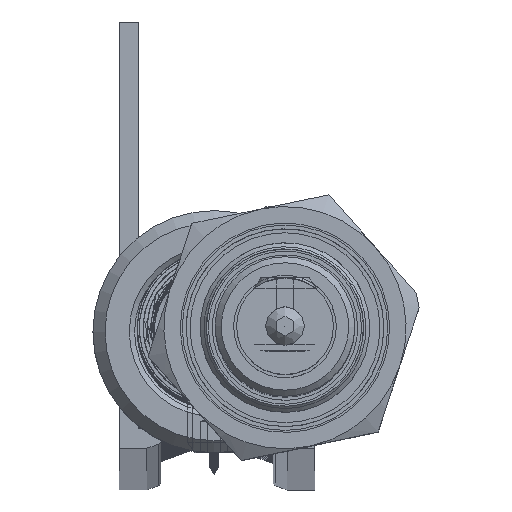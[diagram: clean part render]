
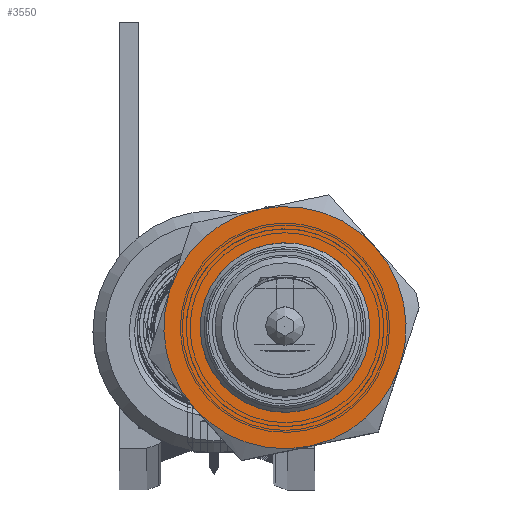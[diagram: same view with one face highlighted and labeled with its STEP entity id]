
A CAD part, top view. The second image highlights one B-rep face of the part: STEP entity #3550.
In plain terms, the highlighted face is planar.
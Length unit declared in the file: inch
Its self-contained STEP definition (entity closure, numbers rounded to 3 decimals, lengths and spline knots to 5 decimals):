
#928=PLANE('',#3996);
#1062=FACE_BOUND('',#1538,.T.);
#1232=FACE_OUTER_BOUND('',#1537,.T.);
#1537=EDGE_LOOP('',(#3010,#3011,#3012,#3013,#3014,#3015));
#1538=EDGE_LOOP('',(#3016));
#1753=CIRCLE('',#3975,0.3125);
#1754=CIRCLE('',#3977,0.3125);
#1755=CIRCLE('',#3979,0.3125);
#1756=CIRCLE('',#3981,0.3125);
#1757=CIRCLE('',#3983,0.3125);
#1759=CIRCLE('',#3986,0.3125);
#1760=CIRCLE('',#3995,0.2025);
#1990=VERTEX_POINT('',#21917);
#1991=VERTEX_POINT('',#21921);
#1993=VERTEX_POINT('',#21928);
#1995=VERTEX_POINT('',#21938);
#1997=VERTEX_POINT('',#21951);
#1999=VERTEX_POINT('',#21961);
#2002=VERTEX_POINT('',#21992);
#2343=EDGE_CURVE('',#1990,#1991,#1753,.T.);
#2346=EDGE_CURVE('',#1993,#1990,#1754,.T.);
#2349=EDGE_CURVE('',#1995,#1993,#1755,.T.);
#2351=EDGE_CURVE('',#1997,#1995,#1756,.T.);
#2354=EDGE_CURVE('',#1999,#1997,#1757,.T.);
#2358=EDGE_CURVE('',#1991,#1999,#1759,.T.);
#2367=EDGE_CURVE('',#2002,#2002,#1760,.T.);
#3010=ORIENTED_EDGE('',*,*,#2358,.T.);
#3011=ORIENTED_EDGE('',*,*,#2354,.T.);
#3012=ORIENTED_EDGE('',*,*,#2351,.T.);
#3013=ORIENTED_EDGE('',*,*,#2349,.T.);
#3014=ORIENTED_EDGE('',*,*,#2346,.T.);
#3015=ORIENTED_EDGE('',*,*,#2343,.T.);
#3016=ORIENTED_EDGE('',*,*,#2367,.T.);
#3550=ADVANCED_FACE('',(#1232,#1062),#928,.T.);
#3975=AXIS2_PLACEMENT_3D('',#21925,#4755,#4756);
#3977=AXIS2_PLACEMENT_3D('',#21935,#4759,#4760);
#3979=AXIS2_PLACEMENT_3D('',#21945,#4763,#4764);
#3981=AXIS2_PLACEMENT_3D('',#21952,#4767,#4768);
#3983=AXIS2_PLACEMENT_3D('',#21962,#4771,#4772);
#3986=AXIS2_PLACEMENT_3D('',#21973,#4777,#4778);
#3995=AXIS2_PLACEMENT_3D('',#21993,#4802,#4803);
#3996=AXIS2_PLACEMENT_3D('',#21994,#4804,#4805);
#4755=DIRECTION('center_axis',(-1.,0.,0.));
#4756=DIRECTION('ref_axis',(0.,1.,0.));
#4759=DIRECTION('center_axis',(-1.,0.,0.));
#4760=DIRECTION('ref_axis',(0.,1.,0.));
#4763=DIRECTION('center_axis',(-1.,0.,0.));
#4764=DIRECTION('ref_axis',(0.,1.,0.));
#4767=DIRECTION('center_axis',(-1.,0.,0.));
#4768=DIRECTION('ref_axis',(0.,1.,0.));
#4771=DIRECTION('center_axis',(-1.,0.,0.));
#4772=DIRECTION('ref_axis',(0.,1.,0.));
#4777=DIRECTION('center_axis',(-1.,0.,0.));
#4778=DIRECTION('ref_axis',(0.,1.,0.));
#4802=DIRECTION('center_axis',(1.,0.,0.));
#4803=DIRECTION('ref_axis',(0.,0.,-1.));
#4804=DIRECTION('center_axis',(-1.,0.,0.));
#4805=DIRECTION('ref_axis',(0.,0.,1.));
#21917=CARTESIAN_POINT('',(-0.29459,-0.15625,-0.27063));
#21921=CARTESIAN_POINT('',(-0.29459,-0.3125,0.));
#21925=CARTESIAN_POINT('Origin',(-0.29459,0.,0.));
#21928=CARTESIAN_POINT('',(-0.29459,0.15625,-0.27063));
#21935=CARTESIAN_POINT('Origin',(-0.29459,0.,0.));
#21938=CARTESIAN_POINT('',(-0.29459,0.3125,0.));
#21945=CARTESIAN_POINT('Origin',(-0.29459,0.,0.));
#21951=CARTESIAN_POINT('',(-0.29459,0.15625,0.27063));
#21952=CARTESIAN_POINT('Origin',(-0.29459,0.,0.));
#21961=CARTESIAN_POINT('',(-0.29459,-0.15625,0.27063));
#21962=CARTESIAN_POINT('Origin',(-0.29459,0.,0.));
#21973=CARTESIAN_POINT('Origin',(-0.29459,0.,0.));
#21992=CARTESIAN_POINT('',(-0.29459,0.2025,0.));
#21993=CARTESIAN_POINT('Origin',(-0.29459,0.,0.));
#21994=CARTESIAN_POINT('Origin',(-0.29459,0.49,0.));
